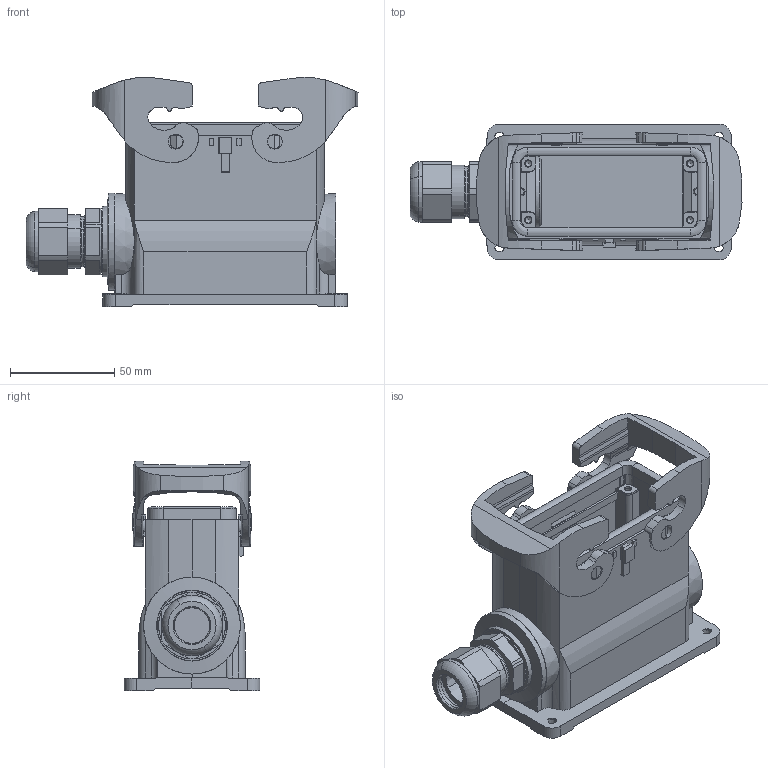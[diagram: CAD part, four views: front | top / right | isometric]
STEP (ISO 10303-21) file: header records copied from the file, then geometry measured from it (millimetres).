
FILE_DESCRIPTION(/* description */ (''),/* implementation_level */ '2;1');
FILE_NAME(/* name */ '100751308ugm000_b.stp',/* time_stamp */ '2022-03-12T06:04:43+01:00',/* author */ (''),/* organization */ (''),/* preprocessor_version */ 'ST-DEVELOPER v16.7',/* originating_system */ 'SIEMENS PLM Software NX 1911',/* authorisation */ '');
FILE_SCHEMA (('AUTOMOTIVE_DESIGN { 1 0 10303 214 3 1 1 1 }'));
Length unit declared in the file: millimetre
Products named in the file (1): 100751308ugm000_b
Bounding box: 158.98 x 65 x 109.79 mm (x, y, z)
Volume: 223326.9 mm3; surface area: 89881.4 mm2
Topology: 3 solids, 3 shells, 836 faces, 2495 edges, 1857 vertices
Faces by surface type: plane 500, cylinder 221, cone 98, torus 13, extrusion 4
Full cylindrical faces by diameter (mm): 1.594 x1, 1.884 x1, 3 x4, 3.4 x4, 3.5 x4, 7.2 x4, 25 x1, 30 x1, 46.4 x1
Entity records: 34599 total; most frequent: CARTESIAN_POINT 5897, DIRECTION 4618, ORIENTED_EDGE 4532, EDGE_CURVE 2266, AXIS2_PLACEMENT_3D 1557, VERTEX_POINT 1509, VECTOR 1504, LINE 1500
